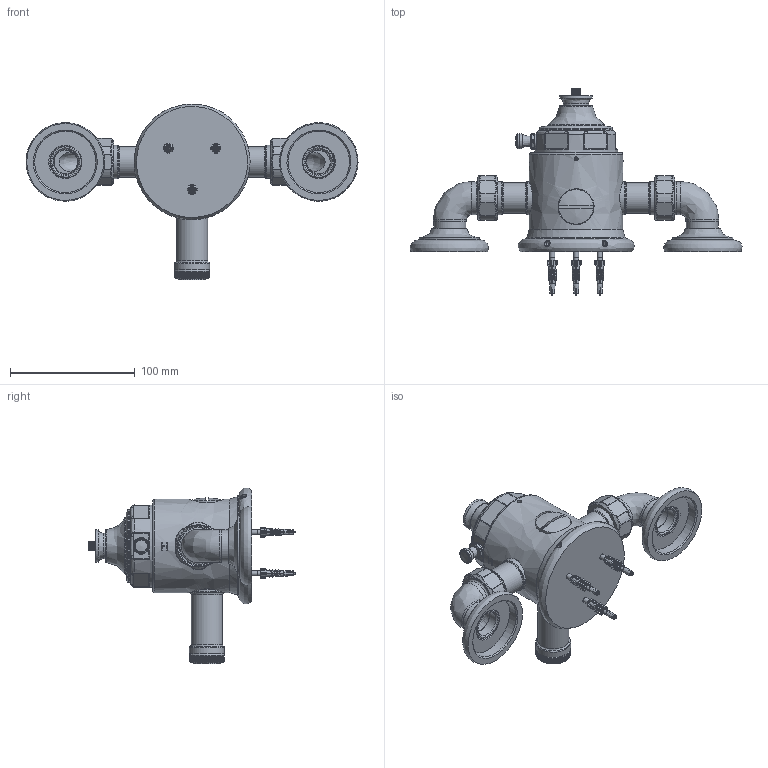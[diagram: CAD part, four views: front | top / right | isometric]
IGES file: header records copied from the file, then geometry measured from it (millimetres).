
Global section: file name: V240-A-ff shower valve; native system: Autodesk Inventor 2018; preprocessor: unknown; author: gwilkes; date: 20190709.082129; units: millimetre
Bounding box: 265.92 x 166.02 x 140.82 mm (x, y, z)
Volume: 508518.4 mm3; surface area: 224117.9 mm2
Topology: 56 solids, 56 shells, 2380 faces, 6889 edges, 4674 vertices
Faces by surface type: bspline 2380
